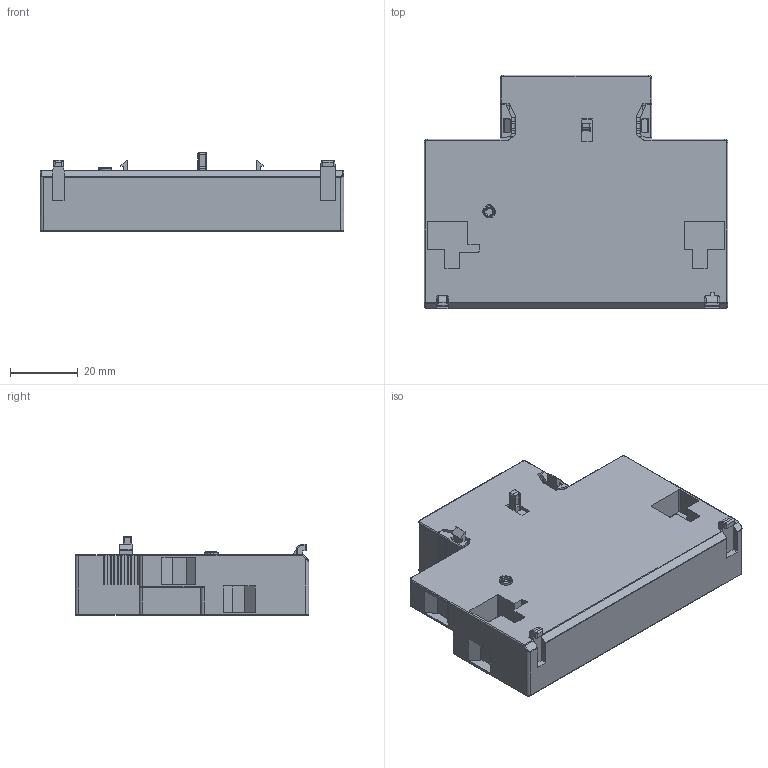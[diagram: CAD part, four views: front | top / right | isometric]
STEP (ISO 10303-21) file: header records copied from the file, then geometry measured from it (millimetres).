
FILE_DESCRIPTION((''),'2;1');
FILE_NAME('SHT51','2024-05-08T09:40:36',('dyhoumm'),(''),'CREO PARAMETRIC BY PTC INC, 2020044','CREO PARAMETRIC BY PTC INC, 2020044','');
FILE_SCHEMA(('CONFIG_CONTROL_DESIGN','SHAPE_APPEARANCE_LAYERS_GROUPS'));
Length unit declared in the file: millimetre
Products named in the file (1): SHT51
Bounding box: 90 x 69.2 x 23.3 mm (x, y, z)
Volume: 88865.7 mm3; surface area: 19414.3 mm2
Topology: 1 solids, 8 shells, 872 faces, 2490 edges, 1635 vertices
Faces by surface type: plane 691, cylinder 139, torus 22, bspline 10, cone 8, sphere 2
Entity records: 36369 total; most frequent: CARTESIAN_POINT 5835, ORIENTED_EDGE 4976, DIRECTION 4489, PRESENTATION_STYLE_ASSIGNMENT 2489, STYLED_ITEM 2489, CURVE_STYLE 2488, EDGE_CURVE 2488, VECTOR 2085
